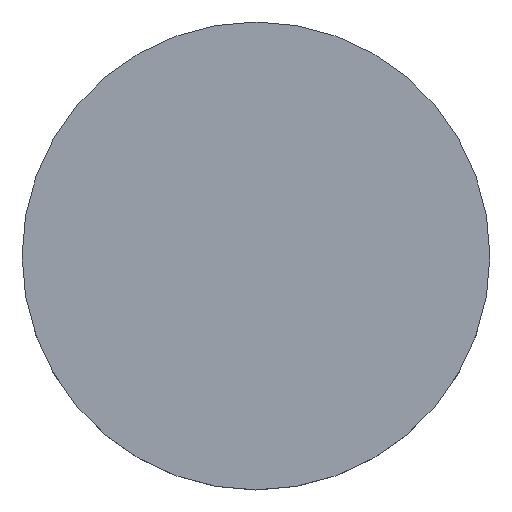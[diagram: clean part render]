
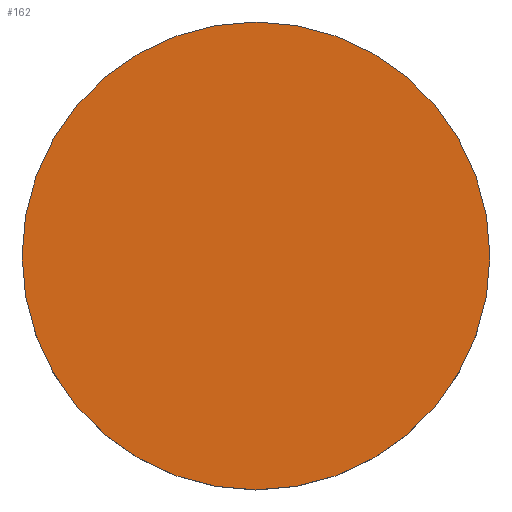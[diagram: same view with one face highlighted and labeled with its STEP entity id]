
A CAD part, top view. The second image highlights one B-rep face of the part: STEP entity #162.
In plain terms, the highlighted planar face has unit normal (0, 0, 1).
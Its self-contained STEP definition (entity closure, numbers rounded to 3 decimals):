
#1 = CARTESIAN_POINT ( 'NONE',  ( 0., 0., 2.5 ) ) ;
#10 = CIRCLE ( 'NONE', #193, 6.35 ) ;
#31 = ORIENTED_EDGE ( 'NONE', *, *, #122, .F. ) ;
#37 = CARTESIAN_POINT ( 'NONE',  ( 6.35, 0., 2.5 ) ) ;
#42 = DIRECTION ( 'NONE',  ( 0., 0., 1. ) ) ;
#48 = AXIS2_PLACEMENT_3D ( 'NONE', #1, #222, #173 ) ;
#53 = EDGE_CURVE ( 'NONE', #220, #56, #183, .T. ) ;
#55 = PLANE ( 'NONE',  #141 ) ;
#56 = VERTEX_POINT ( 'NONE', #37 ) ;
#60 = CARTESIAN_POINT ( 'NONE',  ( 0., 0., 2.5 ) ) ;
#81 = DIRECTION ( 'NONE',  ( 1., 0., 0. ) ) ;
#105 = EDGE_LOOP ( 'NONE', ( #31, #133 ) ) ;
#122 = EDGE_CURVE ( 'NONE', #56, #220, #10, .T. ) ;
#133 = ORIENTED_EDGE ( 'NONE', *, *, #53, .F. ) ;
#141 = AXIS2_PLACEMENT_3D ( 'NONE', #192, #42, #81 ) ;
#162 = ADVANCED_FACE ( 'NONE', ( #218 ), #55, .T. ) ;
#173 = DIRECTION ( 'NONE',  ( 1., 0., 0. ) ) ;
#178 = CARTESIAN_POINT ( 'NONE',  ( -6.35, 0., 2.5 ) ) ;
#183 = CIRCLE ( 'NONE', #48, 6.35 ) ;
#190 = DIRECTION ( 'NONE',  ( 0., 0., -1. ) ) ;
#192 = CARTESIAN_POINT ( 'NONE',  ( 0., 13.158, 2.5 ) ) ;
#193 = AXIS2_PLACEMENT_3D ( 'NONE', #60, #190, #219 ) ;
#218 = FACE_OUTER_BOUND ( 'NONE', #105, .T. ) ;
#219 = DIRECTION ( 'NONE',  ( 1., 0., 0. ) ) ;
#220 = VERTEX_POINT ( 'NONE', #178 ) ;
#222 = DIRECTION ( 'NONE',  ( 0., 0., -1. ) ) ;
